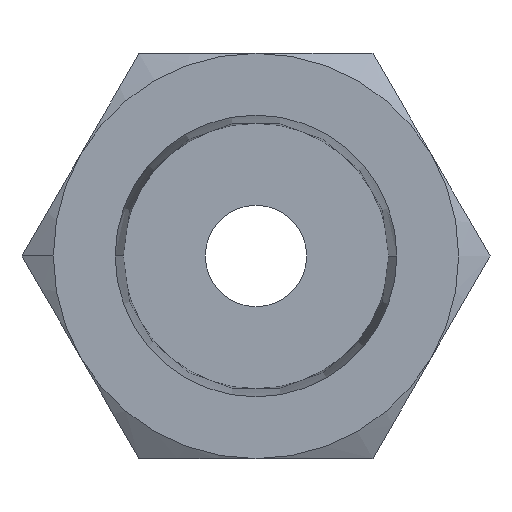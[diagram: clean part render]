
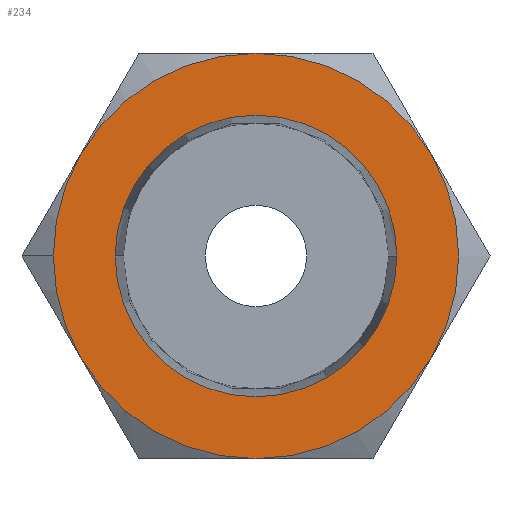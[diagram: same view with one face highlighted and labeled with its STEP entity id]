
A CAD part, front view. The second image highlights one B-rep face of the part: STEP entity #234.
In plain terms, the highlighted planar face has unit normal (0, -1, 0).
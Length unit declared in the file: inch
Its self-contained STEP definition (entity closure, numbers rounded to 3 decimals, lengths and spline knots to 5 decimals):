
#11 = EDGE_LOOP ( 'NONE', ( #1307, #1519, #2322, #1146, #823, #2224, #976 ) ) ;
#20 = CIRCLE ( 'NONE', #446, 0.27559 ) ;
#26 = CARTESIAN_POINT ( 'NONE',  ( 0., 0., 0. ) ) ;
#45 = VERTEX_POINT ( 'NONE', #1784 ) ;
#101 = VERTEX_POINT ( 'NONE', #1104 ) ;
#127 = CARTESIAN_POINT ( 'NONE',  ( 0.23867, 0., 0.1378 ) ) ;
#168 = CARTESIAN_POINT ( 'NONE',  ( -0.23867, 0., -0.1378 ) ) ;
#172 = DIRECTION ( 'NONE',  ( -1., 0., 0. ) ) ;
#177 = CIRCLE ( 'NONE', #504, 0.27559 ) ;
#178 = DIRECTION ( 'NONE',  ( 0., 1., 0. ) ) ;
#201 = CARTESIAN_POINT ( 'NONE',  ( 0., 0., 0. ) ) ;
#207 = DIRECTION ( 'NONE',  ( 1., 0., 0. ) ) ;
#234 = ADVANCED_FACE ( 'NONE', ( #857, #828 ), #1711, .T. ) ;
#250 = AXIS2_PLACEMENT_3D ( 'NONE', #788, #769, #758 ) ;
#293 = CARTESIAN_POINT ( 'NONE',  ( 0.1915, 0., 0. ) ) ;
#308 = AXIS2_PLACEMENT_3D ( 'NONE', #1392, #1385, #1377 ) ;
#389 = AXIS2_PLACEMENT_3D ( 'NONE', #26, #1345, #207 ) ;
#391 = CIRCLE ( 'NONE', #1607, 0.27559 ) ;
#442 = EDGE_LOOP ( 'NONE', ( #1401, #2018 ) ) ;
#445 = VERTEX_POINT ( 'NONE', #293 ) ;
#446 = AXIS2_PLACEMENT_3D ( 'NONE', #730, #2051, #942 ) ;
#466 = DIRECTION ( 'NONE',  ( 0., 1., 0. ) ) ;
#472 = VERTEX_POINT ( 'NONE', #1381 ) ;
#486 = CARTESIAN_POINT ( 'NONE',  ( 0., 0., 0. ) ) ;
#504 = AXIS2_PLACEMENT_3D ( 'NONE', #1912, #759, #2076 ) ;
#512 = DIRECTION ( 'NONE',  ( -1., 0., 0. ) ) ;
#593 = EDGE_CURVE ( 'NONE', #445, #101, #1256, .T. ) ;
#676 = CARTESIAN_POINT ( 'NONE',  ( -0.23867, 0., 0.1378 ) ) ;
#730 = CARTESIAN_POINT ( 'NONE',  ( 0., 0., 0. ) ) ;
#747 = AXIS2_PLACEMENT_3D ( 'NONE', #201, #178, #172 ) ;
#758 = DIRECTION ( 'NONE',  ( -1., 0., 0. ) ) ;
#759 = DIRECTION ( 'NONE',  ( 0., 1., 0. ) ) ;
#769 = DIRECTION ( 'NONE',  ( 0., 1., 0. ) ) ;
#788 = CARTESIAN_POINT ( 'NONE',  ( 0., 0., 0. ) ) ;
#792 = DIRECTION ( 'NONE',  ( 0., 1., 0. ) ) ;
#823 = ORIENTED_EDGE ( 'NONE', *, *, #1101, .F. ) ;
#828 = FACE_OUTER_BOUND ( 'NONE', #11, .T. ) ;
#833 = EDGE_CURVE ( 'NONE', #2158, #1217, #1352, .T. ) ;
#857 = FACE_BOUND ( 'NONE', #442, .T. ) ;
#894 = DIRECTION ( 'NONE',  ( -1., 0., 0. ) ) ;
#942 = DIRECTION ( 'NONE',  ( -1., 0., 0. ) ) ;
#964 = EDGE_CURVE ( 'NONE', #1217, #45, #2312, .T. ) ;
#976 = ORIENTED_EDGE ( 'NONE', *, *, #833, .F. ) ;
#1101 = EDGE_CURVE ( 'NONE', #45, #1313, #391, .T. ) ;
#1104 = CARTESIAN_POINT ( 'NONE',  ( -0.1915, 0., 0. ) ) ;
#1123 = DIRECTION ( 'NONE',  ( 1., 0., 0. ) ) ;
#1131 = DIRECTION ( 'NONE',  ( 0., 1., 0. ) ) ;
#1133 = CARTESIAN_POINT ( 'NONE',  ( 0., 0., 0. ) ) ;
#1146 = ORIENTED_EDGE ( 'NONE', *, *, #1872, .F. ) ;
#1190 = CIRCLE ( 'NONE', #389, 0.1915 ) ;
#1217 = VERTEX_POINT ( 'NONE', #2142 ) ;
#1223 = EDGE_CURVE ( 'NONE', #1456, #1603, #2001, .T. ) ;
#1256 = CIRCLE ( 'NONE', #2026, 0.1915 ) ;
#1296 = AXIS2_PLACEMENT_3D ( 'NONE', #1936, #792, #2104 ) ;
#1307 = ORIENTED_EDGE ( 'NONE', *, *, #1473, .F. ) ;
#1313 = VERTEX_POINT ( 'NONE', #168 ) ;
#1345 = DIRECTION ( 'NONE',  ( 0., 1., 0. ) ) ;
#1352 = CIRCLE ( 'NONE', #250, 0.27559 ) ;
#1354 = EDGE_CURVE ( 'NONE', #1603, #472, #20, .T. ) ;
#1375 = CARTESIAN_POINT ( 'NONE',  ( -0.27559, 0., 0. ) ) ;
#1377 = DIRECTION ( 'NONE',  ( 1., 0., 0. ) ) ;
#1381 = CARTESIAN_POINT ( 'NONE',  ( 0., 0., 0.27559 ) ) ;
#1385 = DIRECTION ( 'NONE',  ( 0., -1., 0. ) ) ;
#1392 = CARTESIAN_POINT ( 'NONE',  ( -0.23354, 0., 0. ) ) ;
#1401 = ORIENTED_EDGE ( 'NONE', *, *, #593, .T. ) ;
#1456 = VERTEX_POINT ( 'NONE', #1375 ) ;
#1473 = EDGE_CURVE ( 'NONE', #472, #2158, #1520, .T. ) ;
#1519 = ORIENTED_EDGE ( 'NONE', *, *, #1354, .F. ) ;
#1520 = CIRCLE ( 'NONE', #1296, 0.27559 ) ;
#1603 = VERTEX_POINT ( 'NONE', #676 ) ;
#1607 = AXIS2_PLACEMENT_3D ( 'NONE', #486, #466, #894 ) ;
#1661 = DIRECTION ( 'NONE',  ( 0., 1., 0. ) ) ;
#1683 = AXIS2_PLACEMENT_3D ( 'NONE', #1696, #1661, #512 ) ;
#1696 = CARTESIAN_POINT ( 'NONE',  ( 0., 0., 0. ) ) ;
#1711 = PLANE ( 'NONE',  #308 ) ;
#1784 = CARTESIAN_POINT ( 'NONE',  ( 0., 0., -0.27559 ) ) ;
#1854 = EDGE_CURVE ( 'NONE', #101, #445, #1190, .T. ) ;
#1872 = EDGE_CURVE ( 'NONE', #1313, #1456, #177, .T. ) ;
#1912 = CARTESIAN_POINT ( 'NONE',  ( 0., 0., 0. ) ) ;
#1936 = CARTESIAN_POINT ( 'NONE',  ( 0., 0., 0. ) ) ;
#2001 = CIRCLE ( 'NONE', #1683, 0.27559 ) ;
#2018 = ORIENTED_EDGE ( 'NONE', *, *, #1854, .T. ) ;
#2026 = AXIS2_PLACEMENT_3D ( 'NONE', #1133, #1131, #1123 ) ;
#2051 = DIRECTION ( 'NONE',  ( 0., 1., 0. ) ) ;
#2076 = DIRECTION ( 'NONE',  ( -1., 0., 0. ) ) ;
#2104 = DIRECTION ( 'NONE',  ( -1., 0., 0. ) ) ;
#2142 = CARTESIAN_POINT ( 'NONE',  ( 0.23867, 0., -0.1378 ) ) ;
#2158 = VERTEX_POINT ( 'NONE', #127 ) ;
#2224 = ORIENTED_EDGE ( 'NONE', *, *, #964, .F. ) ;
#2312 = CIRCLE ( 'NONE', #747, 0.27559 ) ;
#2322 = ORIENTED_EDGE ( 'NONE', *, *, #1223, .F. ) ;
